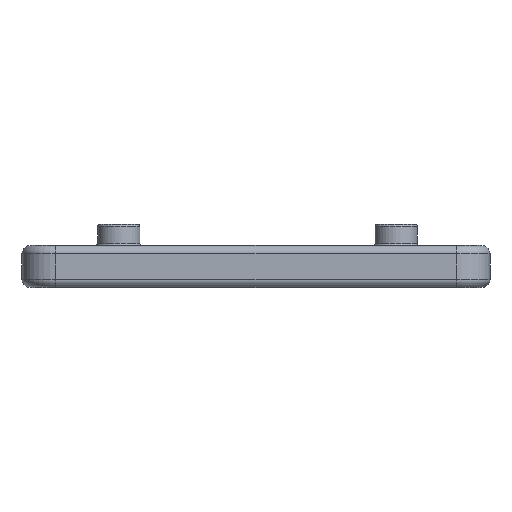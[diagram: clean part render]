
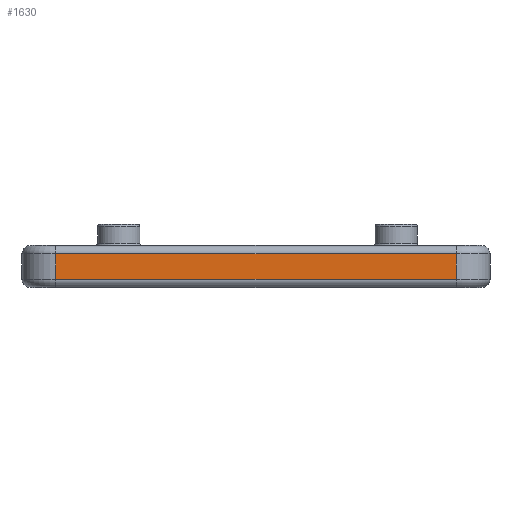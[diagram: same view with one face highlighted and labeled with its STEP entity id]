
A CAD part, left-side view. The second image highlights one B-rep face of the part: STEP entity #1630.
In plain terms, the highlighted planar face has unit normal (-1, 0, 0).
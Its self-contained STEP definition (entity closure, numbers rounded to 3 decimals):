
#150=FACE_OUTER_BOUND('',#257,.T.);
#257=EDGE_LOOP('',(#1195,#1196,#1197,#1198));
#574=LINE('',#2813,#637);
#575=LINE('',#2815,#638);
#576=LINE('',#2817,#639);
#577=LINE('',#2818,#640);
#637=VECTOR('',#2182,1000.);
#638=VECTOR('',#2183,1000.);
#639=VECTOR('',#2184,1000.);
#640=VECTOR('',#2185,1000.);
#743=VERTEX_POINT('',#2811);
#744=VERTEX_POINT('',#2812);
#745=VERTEX_POINT('',#2814);
#746=VERTEX_POINT('',#2816);
#927=EDGE_CURVE('',#743,#744,#574,.T.);
#928=EDGE_CURVE('',#744,#745,#575,.T.);
#929=EDGE_CURVE('',#745,#746,#576,.T.);
#930=EDGE_CURVE('',#746,#743,#577,.T.);
#1195=ORIENTED_EDGE('',*,*,#927,.T.);
#1196=ORIENTED_EDGE('',*,*,#928,.T.);
#1197=ORIENTED_EDGE('',*,*,#929,.T.);
#1198=ORIENTED_EDGE('',*,*,#930,.T.);
#1598=PLANE('',#1790);
#1630=ADVANCED_FACE('',(#150),#1598,.F.);
#1790=AXIS2_PLACEMENT_3D('',#2810,#2180,#2181);
#2180=DIRECTION('center_axis',(1.,0.,0.));
#2181=DIRECTION('ref_axis',(0.,0.,-1.));
#2182=DIRECTION('',(0.,0.,-1.));
#2183=DIRECTION('',(0.,-1.,0.));
#2184=DIRECTION('',(0.,0.,1.));
#2185=DIRECTION('',(0.,1.,0.));
#2810=CARTESIAN_POINT('Origin',(-98.,52.61,10.));
#2811=CARTESIAN_POINT('',(-98.,47.61,8.));
#2812=CARTESIAN_POINT('',(-98.,47.61,2.));
#2813=CARTESIAN_POINT('',(-98.,47.61,10.));
#2814=CARTESIAN_POINT('',(-98.,-47.61,2.));
#2815=CARTESIAN_POINT('',(-98.,52.61,2.));
#2816=CARTESIAN_POINT('',(-98.,-47.61,8.));
#2817=CARTESIAN_POINT('',(-98.,-47.61,10.));
#2818=CARTESIAN_POINT('',(-98.,47.61,8.));
